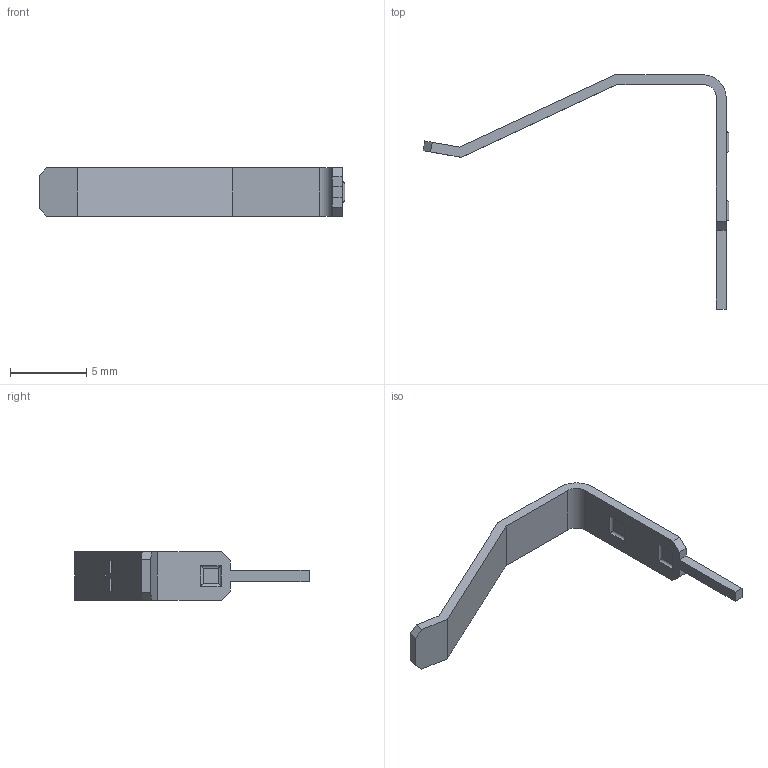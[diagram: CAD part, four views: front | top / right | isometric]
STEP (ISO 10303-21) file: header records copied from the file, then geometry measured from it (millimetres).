
FILE_DESCRIPTION (( 'STEP AP214' ), '1' );
FILE_NAME ('ABG-96-POS.STEP', '2019-12-04T11:27:41', ( '' ), ( '' ), 'SwSTEP 2.0', 'SolidWorks 2017', '' );
FILE_SCHEMA (( 'AUTOMOTIVE_DESIGN' ));
Length unit declared in the file: millimetre
Products named in the file (1): ABG-96-POS
Bounding box: 20.1 x 15.39 x 3.18 mm (x, y, z)
Volume: 63 mm3; surface area: 248.7 mm2
Topology: 1 solids, 1 shells, 55 faces, 144 edges, 96 vertices
Faces by surface type: plane 37, cylinder 18
Entity records: 1696 total; most frequent: CARTESIAN_POINT 344, ORIENTED_EDGE 288, DIRECTION 244, EDGE_CURVE 144, VECTOR 124, LINE 124, VERTEX_POINT 96, AXIS2_PLACEMENT_3D 60
